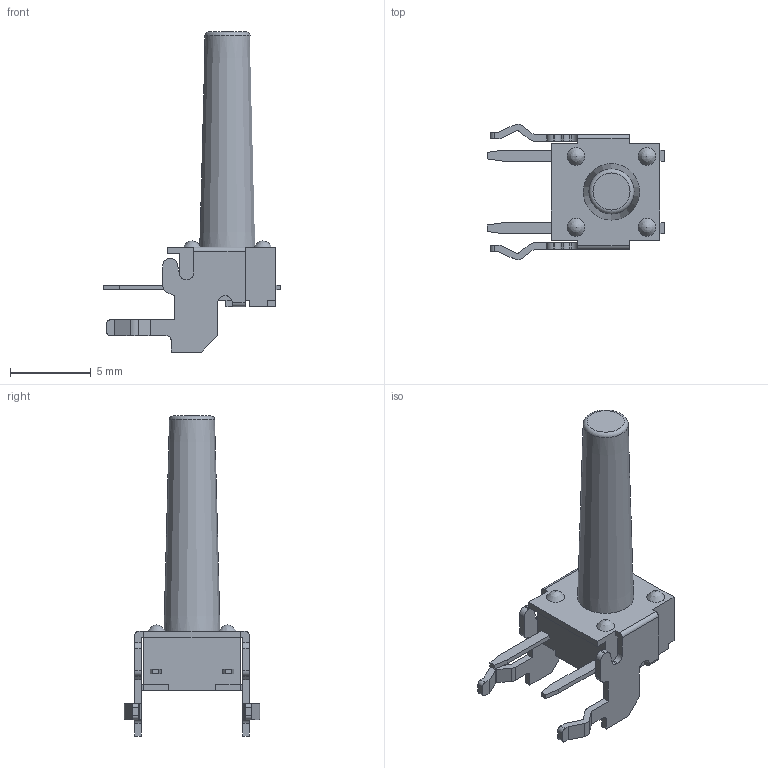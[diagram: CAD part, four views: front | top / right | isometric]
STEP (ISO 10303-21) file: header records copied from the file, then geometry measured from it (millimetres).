
FILE_DESCRIPTION((' '),'2;1');
FILE_NAME('TL1105QFxxxx.stp','2017-07-21T10:23:36',(' '),(' '),' ','ACIS',' ');
FILE_SCHEMA(('CONFIG_CONTROL_DESIGN'));
Length unit declared in the file: inch
Products named in the file (1): TL1105QFxxxx.stp
Bounding box: 11 x 8.4 x 19.85 mm (x, y, z)
Volume: 227.5 mm3; surface area: 602.3 mm2
Topology: 1 solids, 2 shells, 259 faces, 735 edges, 484 vertices
Faces by surface type: plane 173, cylinder 72, torus 5, bspline 5, cone 2, sphere 2
Full cylindrical faces by diameter (mm): 3.5 x1, 5 x1
Entity records: 8511 total; most frequent: CARTESIAN_POINT 1768, ORIENTED_EDGE 1404, DIRECTION 1330, EDGE_CURVE 702, VECTOR 540, LINE 540, VERTEX_POINT 466, AXIS2_PLACEMENT_3D 395
